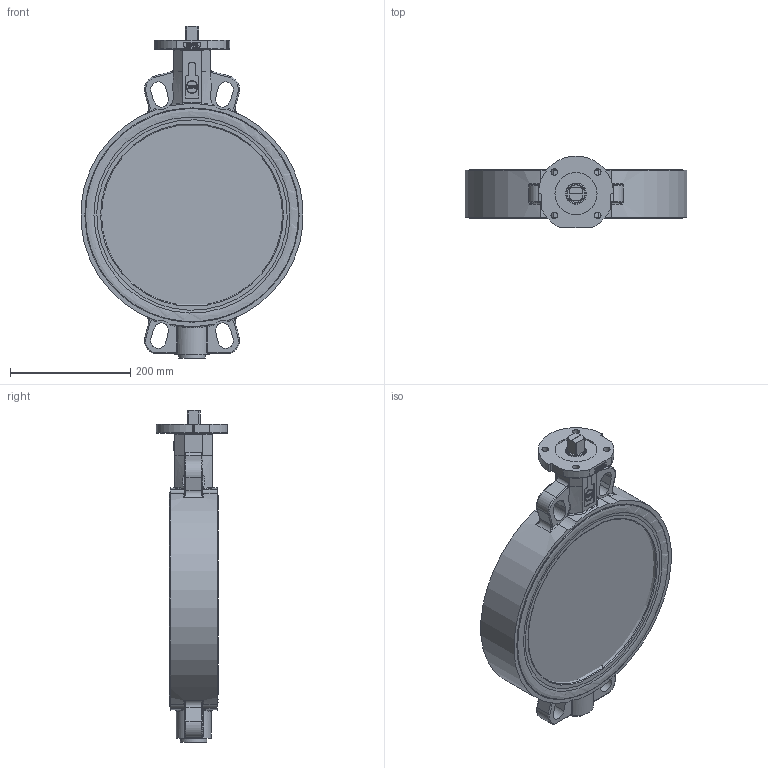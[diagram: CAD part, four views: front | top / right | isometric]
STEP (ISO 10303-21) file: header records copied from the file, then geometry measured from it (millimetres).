
FILE_DESCRIPTION(/* description */ (''),/* implementation_level */ '2;1');
FILE_NAME(/* name */ 'Z011-A GG DN300.stp',/* time_stamp */ '2019-05-16T10:59:36+02:00',/* author */ ('hellwig'),/* organization */ (''),/* preprocessor_version */ 'ST-DEVELOPER v16.5',/* originating_system */ 'Autodesk Inventor 2017',/* authorisation */ '');
FILE_SCHEMA (('AUTOMOTIVE_DESIGN { 1 0 10303 214 3 1 1 }'));
Length unit declared in the file: millimetre
Products named in the file (1): M140
Bounding box: 368.71 x 119.5 x 551.5 mm (x, y, z)
Volume: 4568267 mm3; surface area: 535248.7 mm2
Topology: 1 solids, 22 shells, 801 faces, 2080 edges, 1313 vertices
Faces by surface type: plane 243, cylinder 225, bspline 165, torus 108, cone 56, sphere 4
Full cylindrical faces by diameter (mm): 4 x1, 4.917 x2, 6 x1, 11 x4, 25.5 x6, 26 x1, 30 x17, 30.1 x4, 30.2 x2, 34.6 x4, 35 x4, 36.376 x2, 38 x1, 44 x3, 44.1 x2, 70 x1, 313.3 x4, 346 x2, 346.8 x2, 355.8 x2, 356 x2
Entity records: 32561 total; most frequent: CARTESIAN_POINT 14011, ORIENTED_EDGE 3686, DIRECTION 3393, EDGE_CURVE 1842, AXIS2_PLACEMENT_3D 1349, VERTEX_POINT 1232, EDGE_LOOP 1009, STYLED_ITEM 802
